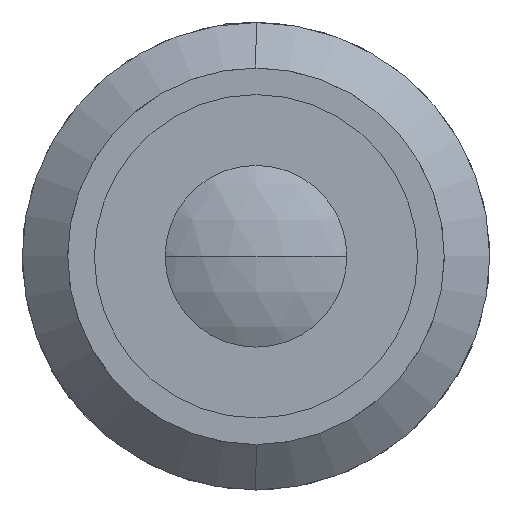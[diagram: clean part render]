
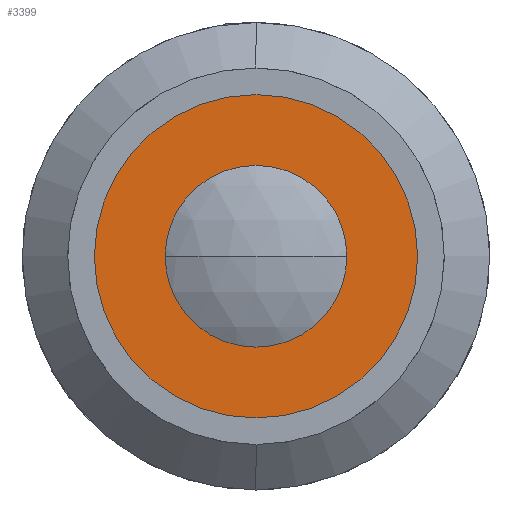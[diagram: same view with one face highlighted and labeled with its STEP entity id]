
A CAD part, left-side view. The second image highlights one B-rep face of the part: STEP entity #3399.
In plain terms, the highlighted planar face has unit normal (-1, 0, 0).
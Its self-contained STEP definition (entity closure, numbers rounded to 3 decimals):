
#139 = EDGE_CURVE ( 'NONE', #1696, #3546, #2783, .T. ) ;
#159 = DIRECTION ( 'NONE',  ( 1., 0., 0. ) ) ;
#204 = DIRECTION ( 'NONE',  ( 0., 0., -1. ) ) ;
#288 = CARTESIAN_POINT ( 'NONE',  ( 3.8, 0., 13.5 ) ) ;
#593 = CARTESIAN_POINT ( 'NONE',  ( 3.8, 0., 7. ) ) ;
#679 = CIRCLE ( 'NONE', #1992, 7. ) ;
#788 = VERTEX_POINT ( 'NONE', #841 ) ;
#841 = CARTESIAN_POINT ( 'NONE',  ( 3.8, 0., -7. ) ) ;
#917 = FACE_OUTER_BOUND ( 'NONE', #1276, .T. ) ;
#966 = ORIENTED_EDGE ( 'NONE', *, *, #3245, .F. ) ;
#1093 = DIRECTION ( 'NONE',  ( -1., 0., 0. ) ) ;
#1208 = CARTESIAN_POINT ( 'NONE',  ( 3.8, 0., 0. ) ) ;
#1276 = EDGE_LOOP ( 'NONE', ( #1583, #1811 ) ) ;
#1458 = DIRECTION ( 'NONE',  ( 0., 0., 1. ) ) ;
#1503 = CARTESIAN_POINT ( 'NONE',  ( 3.8, 0., 0. ) ) ;
#1525 = DIRECTION ( 'NONE',  ( -1., 0., 0. ) ) ;
#1583 = ORIENTED_EDGE ( 'NONE', *, *, #139, .T. ) ;
#1696 = VERTEX_POINT ( 'NONE', #288 ) ;
#1750 = DIRECTION ( 'NONE',  ( -1., 0., 0. ) ) ;
#1811 = ORIENTED_EDGE ( 'NONE', *, *, #2163, .T. ) ;
#1992 = AXIS2_PLACEMENT_3D ( 'NONE', #3517, #1093, #2483 ) ;
#2010 = PLANE ( 'NONE',  #3957 ) ;
#2163 = EDGE_CURVE ( 'NONE', #3546, #1696, #2858, .T. ) ;
#2236 = DIRECTION ( 'NONE',  ( 0., 0., 1. ) ) ;
#2444 = DIRECTION ( 'NONE',  ( -1., 0., 0. ) ) ;
#2483 = DIRECTION ( 'NONE',  ( 0., 0., 1. ) ) ;
#2635 = AXIS2_PLACEMENT_3D ( 'NONE', #3539, #2444, #1458 ) ;
#2754 = EDGE_LOOP ( 'NONE', ( #966, #3279 ) ) ;
#2783 = CIRCLE ( 'NONE', #3076, 13.5 ) ;
#2858 = CIRCLE ( 'NONE', #2635, 13.5 ) ;
#2859 = AXIS2_PLACEMENT_3D ( 'NONE', #1208, #1525, #2236 ) ;
#3076 = AXIS2_PLACEMENT_3D ( 'NONE', #1503, #1750, #3212 ) ;
#3212 = DIRECTION ( 'NONE',  ( 0., 0., 1. ) ) ;
#3245 = EDGE_CURVE ( 'NONE', #4407, #788, #679, .T. ) ;
#3279 = ORIENTED_EDGE ( 'NONE', *, *, #4258, .F. ) ;
#3339 = CARTESIAN_POINT ( 'NONE',  ( 3.8, 13.5, 0. ) ) ;
#3399 = ADVANCED_FACE ( 'NONE', ( #4040, #917 ), #2010, .F. ) ;
#3517 = CARTESIAN_POINT ( 'NONE',  ( 3.8, 0., 0. ) ) ;
#3539 = CARTESIAN_POINT ( 'NONE',  ( 3.8, 0., 0. ) ) ;
#3546 = VERTEX_POINT ( 'NONE', #4439 ) ;
#3593 = CIRCLE ( 'NONE', #2859, 7. ) ;
#3957 = AXIS2_PLACEMENT_3D ( 'NONE', #3339, #159, #204 ) ;
#4040 = FACE_BOUND ( 'NONE', #2754, .T. ) ;
#4258 = EDGE_CURVE ( 'NONE', #788, #4407, #3593, .T. ) ;
#4407 = VERTEX_POINT ( 'NONE', #593 ) ;
#4439 = CARTESIAN_POINT ( 'NONE',  ( 3.8, 0., -13.5 ) ) ;
